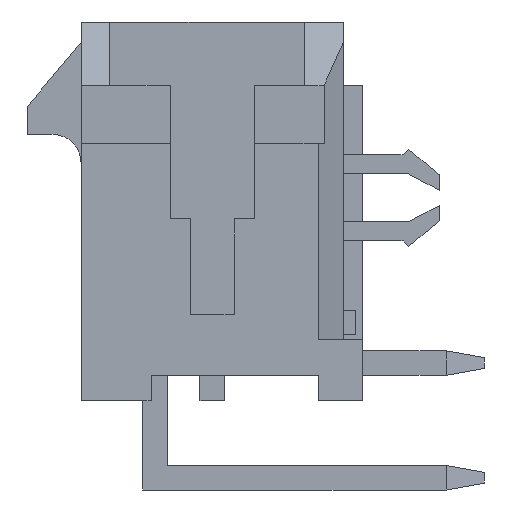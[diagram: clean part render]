
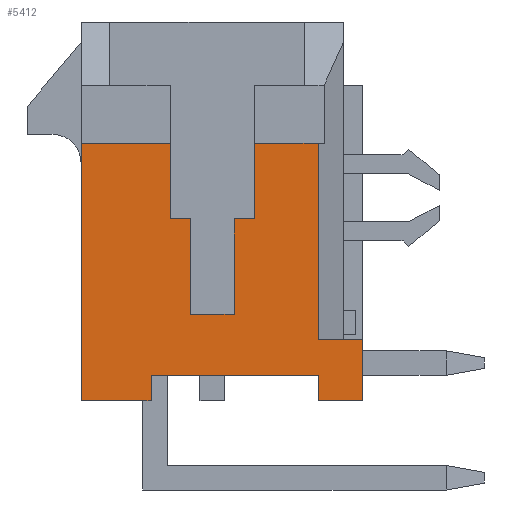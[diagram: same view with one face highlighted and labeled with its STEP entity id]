
A CAD part, left-side view. The second image highlights one B-rep face of the part: STEP entity #5412.
In plain terms, the highlighted planar face has unit normal (-1, 0, 0).
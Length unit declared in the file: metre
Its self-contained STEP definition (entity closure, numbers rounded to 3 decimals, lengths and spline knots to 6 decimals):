
#1001=ORIENTED_EDGE('',*,*,#1507,.T.);
#1002=ORIENTED_EDGE('',*,*,#2003,.T.);
#1003=ORIENTED_EDGE('',*,*,#2004,.T.);
#1004=ORIENTED_EDGE('',*,*,#2005,.T.);
#1005=ORIENTED_EDGE('',*,*,#1942,.T.);
#1006=ORIENTED_EDGE('',*,*,#1945,.F.);
#1007=ORIENTED_EDGE('',*,*,#2006,.T.);
#1008=ORIENTED_EDGE('',*,*,#1931,.T.);
#1009=ORIENTED_EDGE('',*,*,#1910,.T.);
#1010=ORIENTED_EDGE('',*,*,#1905,.T.);
#1011=ORIENTED_EDGE('',*,*,#1899,.T.);
#1012=ORIENTED_EDGE('',*,*,#1838,.T.);
#1013=ORIENTED_EDGE('',*,*,#1819,.T.);
#1014=ORIENTED_EDGE('',*,*,#1995,.T.);
#1015=ORIENTED_EDGE('',*,*,#2001,.T.);
#1016=ORIENTED_EDGE('',*,*,#2007,.F.);
#1017=ORIENTED_EDGE('',*,*,#2008,.T.);
#1018=ORIENTED_EDGE('',*,*,#2009,.T.);
#1507=EDGE_CURVE('',#2215,#2214,#2684,.T.);
#1819=EDGE_CURVE('',#2429,#2428,#2996,.T.);
#1838=EDGE_CURVE('',#2441,#2429,#3015,.T.);
#1899=EDGE_CURVE('',#2467,#2441,#3076,.T.);
#1905=EDGE_CURVE('',#2469,#2467,#3082,.T.);
#1910=EDGE_CURVE('',#2471,#2469,#3087,.T.);
#1931=EDGE_CURVE('',#2484,#2471,#3106,.T.);
#1942=EDGE_CURVE('',#2495,#2494,#3117,.T.);
#1945=EDGE_CURVE('',#2497,#2494,#3120,.T.);
#1995=EDGE_CURVE('',#2428,#2531,#3170,.T.);
#2001=EDGE_CURVE('',#2531,#2534,#3176,.T.);
#2003=EDGE_CURVE('',#2214,#2535,#3178,.T.);
#2004=EDGE_CURVE('',#2535,#2536,#3179,.T.);
#2005=EDGE_CURVE('',#2536,#2495,#3180,.T.);
#2006=EDGE_CURVE('',#2497,#2484,#3181,.T.);
#2007=EDGE_CURVE('',#2537,#2534,#3182,.T.);
#2008=EDGE_CURVE('',#2537,#2538,#3183,.T.);
#2009=EDGE_CURVE('',#2538,#2215,#3184,.T.);
#2214=VERTEX_POINT('',#8838);
#2215=VERTEX_POINT('',#8840);
#2428=VERTEX_POINT('',#9479);
#2429=VERTEX_POINT('',#9481);
#2441=VERTEX_POINT('',#9519);
#2467=VERTEX_POINT('',#9637);
#2469=VERTEX_POINT('',#9646);
#2471=VERTEX_POINT('',#9656);
#2484=VERTEX_POINT('',#9699);
#2494=VERTEX_POINT('',#9720);
#2495=VERTEX_POINT('',#9722);
#2497=VERTEX_POINT('',#9727);
#2531=VERTEX_POINT('',#9826);
#2534=VERTEX_POINT('',#9838);
#2535=VERTEX_POINT('',#9844);
#2536=VERTEX_POINT('',#9846);
#2537=VERTEX_POINT('',#9850);
#2538=VERTEX_POINT('',#9852);
#2684=LINE('',#8839,#3399);
#2996=LINE('',#9480,#3711);
#3015=LINE('',#9518,#3730);
#3076=LINE('',#9636,#3791);
#3082=LINE('',#9645,#3797);
#3087=LINE('',#9655,#3802);
#3106=LINE('',#9698,#3821);
#3117=LINE('',#9721,#3832);
#3120=LINE('',#9728,#3835);
#3170=LINE('',#9827,#3885);
#3176=LINE('',#9839,#3891);
#3178=LINE('',#9843,#3893);
#3179=LINE('',#9845,#3894);
#3180=LINE('',#9847,#3895);
#3181=LINE('',#9848,#3896);
#3182=LINE('',#9849,#3897);
#3183=LINE('',#9851,#3898);
#3184=LINE('',#9853,#3899);
#3399=VECTOR('',#7539,1.);
#3711=VECTOR('',#8081,1.);
#3730=VECTOR('',#8114,1.);
#3791=VECTOR('',#8237,1.);
#3797=VECTOR('',#8245,1.);
#3802=VECTOR('',#8256,1.);
#3821=VECTOR('',#8297,1.);
#3832=VECTOR('',#8310,1.);
#3835=VECTOR('',#8315,1.);
#3885=VECTOR('',#8395,1.);
#3891=VECTOR('',#8407,1.);
#3893=VECTOR('',#8413,1.);
#3894=VECTOR('',#8414,1.);
#3895=VECTOR('',#8415,1.);
#3896=VECTOR('',#8416,1.);
#3897=VECTOR('',#8417,1.);
#3898=VECTOR('',#8418,1.);
#3899=VECTOR('',#8419,1.);
#4280=EDGE_LOOP('',(#1001,#1002,#1003,#1004,#1005,#1006,#1007,#1008,#1009,
#1010,#1011,#1012,#1013,#1014,#1015,#1016,#1017,#1018));
#4571=FACE_BOUND('',#4280,.T.);
#4856=PLANE('',#7380);
#5412=ADVANCED_FACE('',(#4571),#4856,.T.);
#7380=AXIS2_PLACEMENT_3D('',#9842,#8411,#8412);
#7539=DIRECTION('',(0.,1.,0.));
#8081=DIRECTION('',(0.,-1.,0.));
#8114=DIRECTION('',(0.,0.,-1.));
#8237=DIRECTION('',(0.,-1.,0.));
#8245=DIRECTION('',(0.,0.,1.));
#8256=DIRECTION('',(0.,-1.,0.));
#8297=DIRECTION('',(0.,0.,-1.));
#8310=DIRECTION('',(0.,1.,0.));
#8315=DIRECTION('',(0.,0.,-1.));
#8395=DIRECTION('',(0.,0.,1.));
#8407=DIRECTION('',(0.,1.,0.));
#8411=DIRECTION('',(-1.,0.,0.));
#8412=DIRECTION('',(0.,0.,1.));
#8413=DIRECTION('',(0.,0.,-1.));
#8414=DIRECTION('',(0.,1.,0.));
#8415=DIRECTION('',(0.,0.,1.));
#8416=DIRECTION('',(0.,1.,0.));
#8417=DIRECTION('',(0.,0.,-1.));
#8418=DIRECTION('',(0.,1.,0.));
#8419=DIRECTION('',(0.,0.,-1.));
#8838=CARTESIAN_POINT('',(-0.005125,-0.000575,-0.000195));
#8839=CARTESIAN_POINT('',(-0.005125,-0.0011,-0.000195));
#8840=CARTESIAN_POINT('',(-0.005125,-0.0011,-0.000195));
#9479=CARTESIAN_POINT('',(-0.005125,-0.00394,-0.004955));
#9480=CARTESIAN_POINT('',(-0.005125,0.,-0.004955));
#9481=CARTESIAN_POINT('',(-0.005125,-0.00278,-0.004955));
#9518=CARTESIAN_POINT('',(-0.005125,-0.00278,-0.004285));
#9519=CARTESIAN_POINT('',(-0.005125,-0.00278,-0.004285));
#9636=CARTESIAN_POINT('',(-0.005125,0.0016,-0.004285));
#9637=CARTESIAN_POINT('',(-0.005125,0.0016,-0.004285));
#9645=CARTESIAN_POINT('',(-0.005125,0.0016,-0.004955));
#9646=CARTESIAN_POINT('',(-0.005125,0.0016,-0.004955));
#9655=CARTESIAN_POINT('',(-0.005125,0.00343,-0.004955));
#9656=CARTESIAN_POINT('',(-0.005125,0.00343,-0.004955));
#9698=CARTESIAN_POINT('',(-0.005125,0.00343,0.001785));
#9699=CARTESIAN_POINT('',(-0.005125,0.00343,0.001785));
#9720=CARTESIAN_POINT('',(-0.005125,0.0011,-0.000195));
#9721=CARTESIAN_POINT('',(-0.005125,0.,-0.000195));
#9722=CARTESIAN_POINT('',(-0.005125,0.000575,-0.000195));
#9727=CARTESIAN_POINT('',(-0.005125,0.0011,0.001785));
#9728=CARTESIAN_POINT('',(-0.005125,0.0011,0.001785));
#9826=CARTESIAN_POINT('',(-0.005125,-0.00394,-0.003355));
#9827=CARTESIAN_POINT('',(-0.005125,-0.00394,0.));
#9838=CARTESIAN_POINT('',(-0.005125,-0.002772,-0.003355));
#9839=CARTESIAN_POINT('',(-0.005125,-0.00394,-0.003355));
#9842=CARTESIAN_POINT('',(-0.005125,0.,0.));
#9843=CARTESIAN_POINT('',(-0.005125,-0.000575,-0.000195));
#9844=CARTESIAN_POINT('',(-0.005125,-0.000575,-0.002695));
#9845=CARTESIAN_POINT('',(-0.005125,-0.000575,-0.002695));
#9846=CARTESIAN_POINT('',(-0.005125,0.000575,-0.002695));
#9847=CARTESIAN_POINT('',(-0.005125,0.000575,-0.002695));
#9848=CARTESIAN_POINT('',(-0.005125,0.0011,0.001785));
#9849=CARTESIAN_POINT('',(-0.005125,-0.002772,0.001785));
#9850=CARTESIAN_POINT('',(-0.005125,-0.002772,0.001785));
#9851=CARTESIAN_POINT('',(-0.005125,-0.002772,0.001785));
#9852=CARTESIAN_POINT('',(-0.005125,-0.0011,0.001785));
#9853=CARTESIAN_POINT('',(-0.005125,-0.0011,0.001785));
